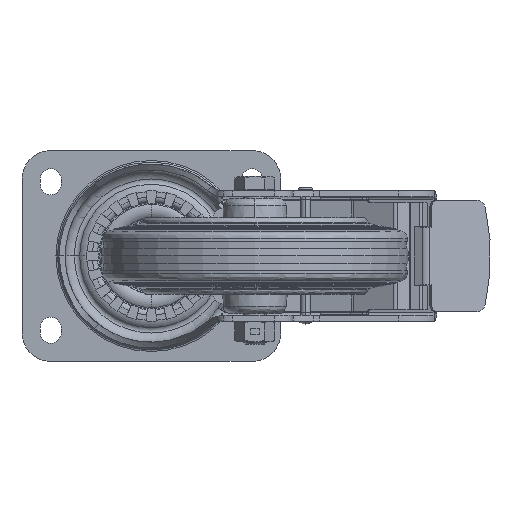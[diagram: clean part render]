
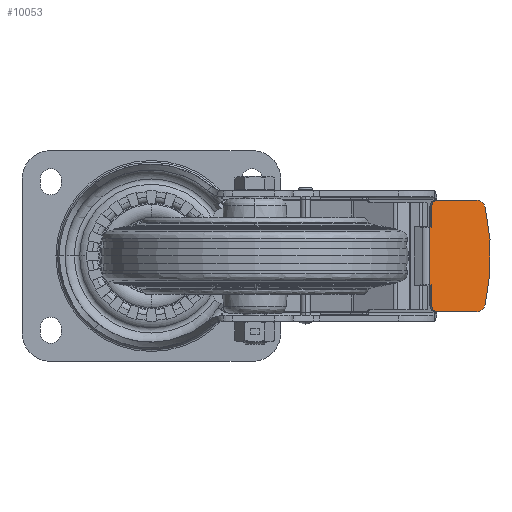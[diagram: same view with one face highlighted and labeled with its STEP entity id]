
A CAD part, front view. The second image highlights one B-rep face of the part: STEP entity #10053.
In plain terms, the highlighted planar face has unit normal (0.365, -0.931, 0).
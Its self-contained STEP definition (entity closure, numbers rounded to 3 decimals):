
#393 = ORIENTED_EDGE ( 'NONE', *, *, #20542, .F. ) ;
#551 = VERTEX_POINT ( 'NONE', #712 ) ;
#712 = CARTESIAN_POINT ( 'NONE',  ( 174.161, -31.715, 73.038 ) ) ;
#1037 = ORIENTED_EDGE ( 'NONE', *, *, #7362, .F. ) ;
#1103 = CARTESIAN_POINT ( 'NONE',  ( 146.234, -42.671, 113.214 ) ) ;
#1228 = AXIS2_PLACEMENT_3D ( 'NONE', #17842, #20606, #10775 ) ;
#1357 = VERTEX_POINT ( 'NONE', #10538 ) ;
#1515 = VECTOR ( 'NONE', #6216, 1000. ) ;
#2095 = DIRECTION ( 'NONE',  ( 0., 0., 1. ) ) ;
#2428 = CARTESIAN_POINT ( 'NONE',  ( 146.234, -42.671, 113.214 ) ) ;
#2614 = CARTESIAN_POINT ( 'NONE',  ( 149.026, -41.576, 127.214 ) ) ;
#2627 = CARTESIAN_POINT ( 'NONE',  ( 169.637, -33.49, 74.214 ) ) ;
#2759 = DIRECTION ( 'NONE',  ( -0.365, 0.931, 0. ) ) ;
#3187 = CARTESIAN_POINT ( 'NONE',  ( 169.637, -33.49, 127.214 ) ) ;
#3259 = ORIENTED_EDGE ( 'NONE', *, *, #11963, .F. ) ;
#5334 = VERTEX_POINT ( 'NONE', #18446 ) ;
#5944 = LINE ( 'NONE', #18771, #12346 ) ;
#6144 = CARTESIAN_POINT ( 'NONE',  ( 149.026, -41.576, 124.214 ) ) ;
#6216 = DIRECTION ( 'NONE',  ( 0., 0., -1. ) ) ;
#6567 = CARTESIAN_POINT ( 'NONE',  ( 159.332, -37.533, 127.214 ) ) ;
#7008 = DIRECTION ( 'NONE',  ( 0.931, 0.365, 0. ) ) ;
#7362 = EDGE_CURVE ( 'NONE', #11171, #10428, #9911, .T. ) ;
#7471 = CARTESIAN_POINT ( 'NONE',  ( 176.954, -30.62, 69.214 ) ) ;
#8028 = CIRCLE ( 'NONE', #28894, 5. ) ;
#8552 = ORIENTED_EDGE ( 'NONE', *, *, #10700, .T. ) ;
#9754 = CARTESIAN_POINT ( 'NONE',  ( 146.234, -42.671, 124.214 ) ) ;
#9911 = CIRCLE ( 'NONE', #32074, 5. ) ;
#10053 = ADVANCED_FACE ( 'NONE', ( #27507 ), #14056, .F. ) ;
#10428 = VERTEX_POINT ( 'NONE', #40142 ) ;
#10538 = CARTESIAN_POINT ( 'NONE',  ( 146.234, -42.671, 83.214 ) ) ;
#10700 = EDGE_CURVE ( 'NONE', #40938, #5334, #40495, .T. ) ;
#10775 = DIRECTION ( 'NONE',  ( 0., 0., -1. ) ) ;
#10918 = ORIENTED_EDGE ( 'NONE', *, *, #34620, .T. ) ;
#11171 = VERTEX_POINT ( 'NONE', #3187 ) ;
#11963 = EDGE_CURVE ( 'NONE', #10428, #551, #23254, .T. ) ;
#12285 = AXIS2_PLACEMENT_3D ( 'NONE', #38047, #37640, #35064 ) ;
#12346 = VECTOR ( 'NONE', #41378, 1000. ) ;
#12458 = CARTESIAN_POINT ( 'NONE',  ( 145.24, -43.061, 113.214 ) ) ;
#12470 = ORIENTED_EDGE ( 'NONE', *, *, #29769, .F. ) ;
#12477 = CARTESIAN_POINT ( 'NONE',  ( 146.234, -42.671, 113.214 ) ) ;
#13337 = ORIENTED_EDGE ( 'NONE', *, *, #24503, .F. ) ;
#13611 = CARTESIAN_POINT ( 'NONE',  ( 169.637, -33.49, 122.214 ) ) ;
#14034 = ORIENTED_EDGE ( 'NONE', *, *, #19723, .T. ) ;
#14056 = PLANE ( 'NONE',  #12285 ) ;
#14489 = VECTOR ( 'NONE', #34916, 1000. ) ;
#14826 = VECTOR ( 'NONE', #7008, 1000. ) ;
#14894 = EDGE_CURVE ( 'NONE', #34401, #11171, #29569, .T. ) ;
#15086 = DIRECTION ( 'NONE',  ( -0.931, -0.365, 0. ) ) ;
#15357 = CARTESIAN_POINT ( 'NONE',  ( 146.234, -42.671, 72.214 ) ) ;
#15457 = EDGE_CURVE ( 'NONE', #28598, #34401, #33064, .T. ) ;
#16110 = DIRECTION ( 'NONE',  ( 0., 0., 1. ) ) ;
#16480 = CARTESIAN_POINT ( 'NONE',  ( 169.637, -33.49, 69.214 ) ) ;
#17842 = CARTESIAN_POINT ( 'NONE',  ( 149.026, -41.576, 72.214 ) ) ;
#18097 = VECTOR ( 'NONE', #2095, 1000. ) ;
#18446 = CARTESIAN_POINT ( 'NONE',  ( 145.24, -43.061, 83.214 ) ) ;
#18771 = CARTESIAN_POINT ( 'NONE',  ( 146.234, -42.671, 83.214 ) ) ;
#19429 = EDGE_CURVE ( 'NONE', #1357, #5334, #5944, .T. ) ;
#19723 = EDGE_CURVE ( 'NONE', #1357, #33021, #22255, .T. ) ;
#20502 = DIRECTION ( 'NONE',  ( 0.931, 0.365, 0. ) ) ;
#20542 = EDGE_CURVE ( 'NONE', #34755, #28598, #25855, .T. ) ;
#20577 = CARTESIAN_POINT ( 'NONE',  ( 174.161, -31.715, 73.038 ) ) ;
#20606 = DIRECTION ( 'NONE',  ( -0.365, 0.931, 0. ) ) ;
#20832 = EDGE_CURVE ( 'NONE', #32311, #40938, #37891, .T. ) ;
#21756 = DIRECTION ( 'NONE',  ( -0.931, -0.365, 0. ) ) ;
#21849 = DIRECTION ( 'NONE',  ( -0.365, 0.931, 0. ) ) ;
#22255 = LINE ( 'NONE', #35080, #1515 ) ;
#23254 = B_SPLINE_CURVE_WITH_KNOTS ( 'NONE', 3,
 ( #39398, #23571, #23973, #30117, #36610, #20577 ),
 .UNSPECIFIED., .F., .F.,
 ( 4, 2, 4 ),
 ( 0., 0.5, 1. ),
 .UNSPECIFIED. ) ;
#23571 = CARTESIAN_POINT ( 'NONE',  ( 176.014, -30.988, 115.155 ) ) ;
#23973 = CARTESIAN_POINT ( 'NONE',  ( 176.954, -30.62, 106.685 ) ) ;
#24503 = EDGE_CURVE ( 'NONE', #551, #37817, #8028, .T. ) ;
#25088 = CARTESIAN_POINT ( 'NONE',  ( 145.24, -43.061, 113.214 ) ) ;
#25855 = CIRCLE ( 'NONE', #39367, 3. ) ;
#27128 = ORIENTED_EDGE ( 'NONE', *, *, #14894, .F. ) ;
#27450 = LINE ( 'NONE', #7471, #37406 ) ;
#27507 = FACE_OUTER_BOUND ( 'NONE', #27983, .T. ) ;
#27574 = ORIENTED_EDGE ( 'NONE', *, *, #37100, .F. ) ;
#27983 = EDGE_LOOP ( 'NONE', ( #40505, #14034, #12470, #10918, #13337, #3259, #1037, #27128, #35210, #393, #27574, #35967, #8552 ) ) ;
#28598 = VERTEX_POINT ( 'NONE', #2614 ) ;
#28894 = AXIS2_PLACEMENT_3D ( 'NONE', #2627, #21849, #34691 ) ;
#29569 = LINE ( 'NONE', #6567, #14826 ) ;
#29769 = EDGE_CURVE ( 'NONE', #30651, #33021, #32230, .T. ) ;
#30117 = CARTESIAN_POINT ( 'NONE',  ( 176.954, -30.62, 89.743 ) ) ;
#30651 = VERTEX_POINT ( 'NONE', #35760 ) ;
#31204 = DIRECTION ( 'NONE',  ( 0., 0., -1. ) ) ;
#32074 = AXIS2_PLACEMENT_3D ( 'NONE', #13611, #39542, #16110 ) ;
#32230 = CIRCLE ( 'NONE', #1228, 3. ) ;
#32311 = VERTEX_POINT ( 'NONE', #1103 ) ;
#33021 = VERTEX_POINT ( 'NONE', #15357 ) ;
#33064 = CIRCLE ( 'NONE', #35054, 3. ) ;
#34243 = CARTESIAN_POINT ( 'NONE',  ( 149.026, -41.576, 127.214 ) ) ;
#34277 = CARTESIAN_POINT ( 'NONE',  ( 149.026, -41.576, 124.214 ) ) ;
#34401 = VERTEX_POINT ( 'NONE', #34243 ) ;
#34620 = EDGE_CURVE ( 'NONE', #30651, #37817, #27450, .T. ) ;
#34691 = DIRECTION ( 'NONE',  ( 0.905, 0.355, -0.235 ) ) ;
#34755 = VERTEX_POINT ( 'NONE', #9754 ) ;
#34916 = DIRECTION ( 'NONE',  ( -0.931, -0.365, 0. ) ) ;
#35054 = AXIS2_PLACEMENT_3D ( 'NONE', #6144, #2759, #21756 ) ;
#35064 = DIRECTION ( 'NONE',  ( 0., 0., 1. ) ) ;
#35080 = CARTESIAN_POINT ( 'NONE',  ( 146.234, -42.671, 83.214 ) ) ;
#35210 = ORIENTED_EDGE ( 'NONE', *, *, #15457, .F. ) ;
#35760 = CARTESIAN_POINT ( 'NONE',  ( 149.026, -41.576, 69.214 ) ) ;
#35967 = ORIENTED_EDGE ( 'NONE', *, *, #20832, .T. ) ;
#36610 = CARTESIAN_POINT ( 'NONE',  ( 176.014, -30.988, 81.272 ) ) ;
#37036 = DIRECTION ( 'NONE',  ( -0.365, 0.931, 0. ) ) ;
#37100 = EDGE_CURVE ( 'NONE', #32311, #34755, #41347, .T. ) ;
#37406 = VECTOR ( 'NONE', #20502, 1000. ) ;
#37640 = DIRECTION ( 'NONE',  ( -0.365, 0.931, 0. ) ) ;
#37817 = VERTEX_POINT ( 'NONE', #16480 ) ;
#37891 = LINE ( 'NONE', #2428, #14489 ) ;
#38047 = CARTESIAN_POINT ( 'NONE',  ( 176.954, -30.62, 127.214 ) ) ;
#39367 = AXIS2_PLACEMENT_3D ( 'NONE', #34277, #37036, #15086 ) ;
#39398 = CARTESIAN_POINT ( 'NONE',  ( 174.161, -31.715, 123.389 ) ) ;
#39542 = DIRECTION ( 'NONE',  ( -0.365, 0.931, 0. ) ) ;
#40142 = CARTESIAN_POINT ( 'NONE',  ( 174.161, -31.715, 123.389 ) ) ;
#40495 = LINE ( 'NONE', #12458, #40636 ) ;
#40505 = ORIENTED_EDGE ( 'NONE', *, *, #19429, .F. ) ;
#40636 = VECTOR ( 'NONE', #31204, 1000. ) ;
#40938 = VERTEX_POINT ( 'NONE', #25088 ) ;
#41347 = LINE ( 'NONE', #12477, #18097 ) ;
#41378 = DIRECTION ( 'NONE',  ( -0.931, -0.365, 0. ) ) ;
